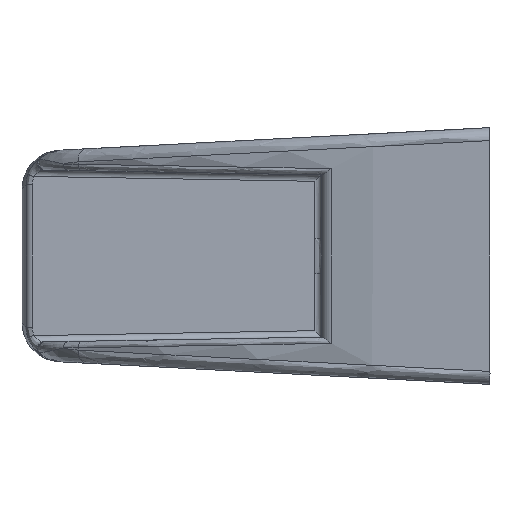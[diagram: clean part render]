
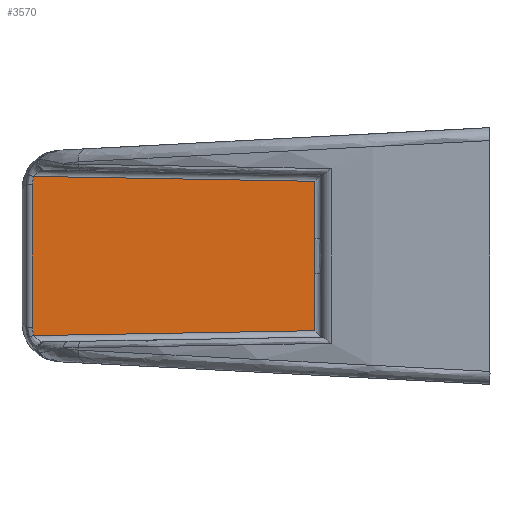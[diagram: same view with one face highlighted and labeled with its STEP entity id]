
A CAD part, left-side view. The second image highlights one B-rep face of the part: STEP entity #3570.
In plain terms, the highlighted planar face has unit normal (-1, 0.018, 0).
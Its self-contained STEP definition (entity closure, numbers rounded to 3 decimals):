
#24 = CARTESIAN_POINT ( 'NONE',  ( 15.177, 35.163, 6.135 ) ) ;
#39 = LINE ( 'NONE', #127, #3988 ) ;
#45 = VECTOR ( 'NONE', #3055, 1000. ) ;
#123 = EDGE_CURVE ( 'NONE', #3212, #204, #2886, .T. ) ;
#127 = CARTESIAN_POINT ( 'NONE',  ( 14.799, 13.496, -6.248 ) ) ;
#204 = VERTEX_POINT ( 'NONE', #1934 ) ;
#214 = CARTESIAN_POINT ( 'NONE',  ( 15.177, 35.163, -6.135 ) ) ;
#271 = LINE ( 'NONE', #2786, #2198 ) ;
#389 = CARTESIAN_POINT ( 'NONE',  ( 14.798, 13.463, 0.226 ) ) ;
#503 = EDGE_CURVE ( 'NONE', #875, #3212, #3883, .T. ) ;
#532 = CARTESIAN_POINT ( 'NONE',  ( 14.799, 13.496, -5.757 ) ) ;
#569 = CARTESIAN_POINT ( 'NONE',  ( 15.179, 35.264, 5.493 ) ) ;
#584 = DIRECTION ( 'NONE',  ( 0.017, 1., 0. ) ) ;
#619 = DIRECTION ( 'NONE',  ( 0., 0., -1. ) ) ;
#731 = EDGE_CURVE ( 'NONE', #3372, #875, #39, .T. ) ;
#732 = CARTESIAN_POINT ( 'NONE',  ( 14.799, 13.469, 0.451 ) ) ;
#858 = CARTESIAN_POINT ( 'NONE',  ( 14.799, 13.496, -1.353 ) ) ;
#875 = VERTEX_POINT ( 'NONE', #3744 ) ;
#906 = FACE_OUTER_BOUND ( 'NONE', #2807, .T. ) ;
#1015 = CARTESIAN_POINT ( 'NONE',  ( 15.178, 35.23, -5.926 ) ) ;
#1029 = CARTESIAN_POINT ( 'NONE',  ( 14.799, 13.496, -1.353 ) ) ;
#1032 = B_SPLINE_CURVE_WITH_KNOTS ( 'NONE', 3,
 ( #1707, #1015, #2623, #2688 ),
 .UNSPECIFIED., .F., .F.,
 ( 4, 4 ),
 ( 0., 0.001 ),
 .UNSPECIFIED. ) ;
#1108 = ORIENTED_EDGE ( 'NONE', *, *, #2809, .F. ) ;
#1189 = VERTEX_POINT ( 'NONE', #2796 ) ;
#1310 = CARTESIAN_POINT ( 'NONE',  ( 15.177, 35.163, 6.135 ) ) ;
#1417 = DIRECTION ( 'NONE',  ( 0., 0., 1. ) ) ;
#1466 = ORIENTED_EDGE ( 'NONE', *, *, #123, .T. ) ;
#1470 = CARTESIAN_POINT ( 'NONE',  ( 15.179, 35.264, -6.248 ) ) ;
#1563 = ORIENTED_EDGE ( 'NONE', *, *, #2491, .T. ) ;
#1575 = PLANE ( 'NONE',  #3376 ) ;
#1580 = CARTESIAN_POINT ( 'NONE',  ( 15.179, 35.264, 5.712 ) ) ;
#1593 = DIRECTION ( 'NONE',  ( 1., -0.017, 0. ) ) ;
#1707 = CARTESIAN_POINT ( 'NONE',  ( 15.177, 35.163, -6.135 ) ) ;
#1822 = EDGE_CURVE ( 'NONE', #4193, #1189, #1032, .T. ) ;
#1904 = ORIENTED_EDGE ( 'NONE', *, *, #3826, .T. ) ;
#1906 = DIRECTION ( 'NONE',  ( 0.017, 1., 0.017 ) ) ;
#1934 = CARTESIAN_POINT ( 'NONE',  ( 15.179, 35.264, 5.493 ) ) ;
#1993 = CARTESIAN_POINT ( 'NONE',  ( 14.799, 13.496, -1.128 ) ) ;
#2016 = CARTESIAN_POINT ( 'NONE',  ( 14.799, 13.486, 0.902 ) ) ;
#2051 = VERTEX_POINT ( 'NONE', #858 ) ;
#2058 = CARTESIAN_POINT ( 'NONE',  ( 14.799, 13.486, -0.902 ) ) ;
#2131 = DIRECTION ( 'NONE',  ( 0.017, 1., -0.017 ) ) ;
#2198 = VECTOR ( 'NONE', #2131, 1000. ) ;
#2221 = LINE ( 'NONE', #3545, #2537 ) ;
#2224 = CARTESIAN_POINT ( 'NONE',  ( 15.182, 35.414, 6.14 ) ) ;
#2307 = EDGE_CURVE ( 'NONE', #3293, #4193, #271, .T. ) ;
#2355 = CARTESIAN_POINT ( 'NONE',  ( 14.799, 13.496, 1.128 ) ) ;
#2413 = ORIENTED_EDGE ( 'NONE', *, *, #503, .T. ) ;
#2491 = EDGE_CURVE ( 'NONE', #2051, #3372, #3627, .T. ) ;
#2537 = VECTOR ( 'NONE', #619, 1000. ) ;
#2623 = CARTESIAN_POINT ( 'NONE',  ( 15.179, 35.264, -5.712 ) ) ;
#2639 = CARTESIAN_POINT ( 'NONE',  ( 14.799, 13.496, 1.353 ) ) ;
#2688 = CARTESIAN_POINT ( 'NONE',  ( 15.179, 35.264, -5.493 ) ) ;
#2786 = CARTESIAN_POINT ( 'NONE',  ( 15.182, 35.414, -6.14 ) ) ;
#2796 = CARTESIAN_POINT ( 'NONE',  ( 15.179, 35.264, -5.493 ) ) ;
#2807 = EDGE_LOOP ( 'NONE', ( #1904, #2849, #3350, #1108, #1563, #2897, #2413, #1466 ) ) ;
#2809 = EDGE_CURVE ( 'NONE', #2051, #3293, #2221, .T. ) ;
#2849 = ORIENTED_EDGE ( 'NONE', *, *, #1822, .F. ) ;
#2878 = CARTESIAN_POINT ( 'NONE',  ( 14.79, 13.005, -6.248 ) ) ;
#2886 = B_SPLINE_CURVE_WITH_KNOTS ( 'NONE', 3,
 ( #1310, #4148, #1580, #569 ),
 .UNSPECIFIED., .F., .F.,
 ( 4, 4 ),
 ( 0., 0.001 ),
 .UNSPECIFIED. ) ;
#2897 = ORIENTED_EDGE ( 'NONE', *, *, #731, .T. ) ;
#3055 = DIRECTION ( 'NONE',  ( 0., 0., -1. ) ) ;
#3212 = VERTEX_POINT ( 'NONE', #24 ) ;
#3293 = VERTEX_POINT ( 'NONE', #532 ) ;
#3308 = CARTESIAN_POINT ( 'NONE',  ( 14.798, 13.463, -0.226 ) ) ;
#3350 = ORIENTED_EDGE ( 'NONE', *, *, #2307, .F. ) ;
#3372 = VERTEX_POINT ( 'NONE', #2639 ) ;
#3374 = CARTESIAN_POINT ( 'NONE',  ( 14.799, 13.496, 1.353 ) ) ;
#3376 = AXIS2_PLACEMENT_3D ( 'NONE', #2878, #1593, #584 ) ;
#3460 = LINE ( 'NONE', #1470, #45 ) ;
#3545 = CARTESIAN_POINT ( 'NONE',  ( 14.799, 13.496, 6.248 ) ) ;
#3570 = ADVANCED_FACE ( 'NONE', ( #906 ), #1575, .F. ) ;
#3627 = B_SPLINE_CURVE_WITH_KNOTS ( 'NONE', 3,
 ( #1029, #1993, #2058, #3696, #3308, #389, #732, #2016, #2355, #3374 ),
 .UNSPECIFIED., .F., .F.,
 ( 4, 2, 2, 2, 4 ),
 ( 0., 0.001, 0.001, 0.002, 0.003 ),
 .UNSPECIFIED. ) ;
#3696 = CARTESIAN_POINT ( 'NONE',  ( 14.799, 13.469, -0.451 ) ) ;
#3744 = CARTESIAN_POINT ( 'NONE',  ( 14.799, 13.496, 5.757 ) ) ;
#3826 = EDGE_CURVE ( 'NONE', #204, #1189, #3460, .T. ) ;
#3852 = VECTOR ( 'NONE', #1906, 1000. ) ;
#3883 = LINE ( 'NONE', #2224, #3852 ) ;
#3988 = VECTOR ( 'NONE', #1417, 1000. ) ;
#4148 = CARTESIAN_POINT ( 'NONE',  ( 15.178, 35.23, 5.926 ) ) ;
#4193 = VERTEX_POINT ( 'NONE', #214 ) ;
